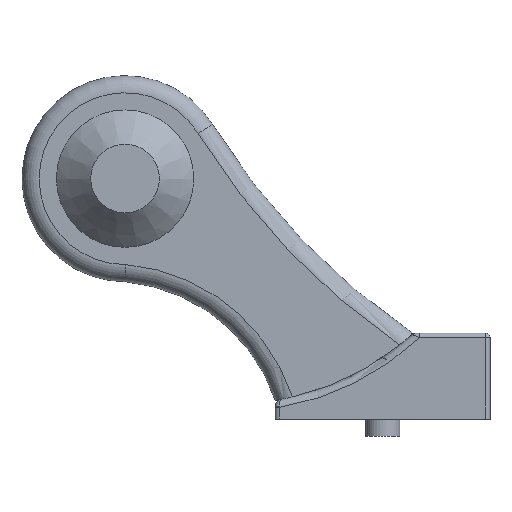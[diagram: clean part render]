
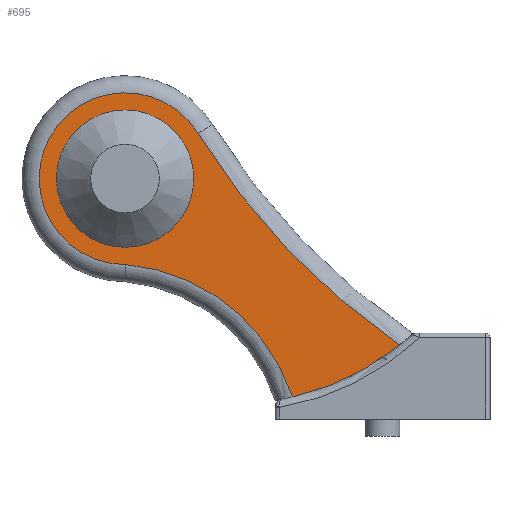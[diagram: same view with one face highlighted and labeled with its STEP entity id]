
A CAD part, top view. The second image highlights one B-rep face of the part: STEP entity #695.
In plain terms, the highlighted planar face has unit normal (0, 0, 1).
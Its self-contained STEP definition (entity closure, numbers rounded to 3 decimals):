
#30=FACE_BOUND('',#178,.T.);
#81=PLANE('',#807);
#128=FACE_OUTER_BOUND('',#177,.T.);
#177=EDGE_LOOP('',(#627,#628,#629,#630));
#178=EDGE_LOOP('',(#631));
#275=CIRCLE('',#791,40.);
#277=CIRCLE('',#794,112.07);
#280=CIRCLE('',#798,413.586);
#281=CIRCLE('',#800,50.);
#283=CIRCLE('',#805,150.066);
#332=VERTEX_POINT('',#1542);
#335=VERTEX_POINT('',#1549);
#336=VERTEX_POINT('',#1562);
#337=VERTEX_POINT('',#1579);
#340=VERTEX_POINT('',#1595);
#422=EDGE_CURVE('',#332,#332,#275,.T.);
#425=EDGE_CURVE('',#335,#336,#277,.T.);
#430=EDGE_CURVE('',#340,#337,#280,.T.);
#431=EDGE_CURVE('',#336,#340,#281,.T.);
#437=EDGE_CURVE('',#335,#337,#283,.T.);
#627=ORIENTED_EDGE('',*,*,#425,.F.);
#628=ORIENTED_EDGE('',*,*,#437,.T.);
#629=ORIENTED_EDGE('',*,*,#430,.F.);
#630=ORIENTED_EDGE('',*,*,#431,.F.);
#631=ORIENTED_EDGE('',*,*,#422,.T.);
#695=ADVANCED_FACE('',(#128,#30),#81,.T.);
#791=AXIS2_PLACEMENT_3D('',#1544,#976,#977);
#794=AXIS2_PLACEMENT_3D('',#1563,#982,#983);
#798=AXIS2_PLACEMENT_3D('',#1597,#990,#991);
#800=AXIS2_PLACEMENT_3D('',#1599,#994,#995);
#805=AXIS2_PLACEMENT_3D('',#1608,#1008,#1009);
#807=AXIS2_PLACEMENT_3D('',#1610,#1012,#1013);
#976=DIRECTION('center_axis',(0.,0.,-1.));
#977=DIRECTION('ref_axis',(1.,0.,0.));
#982=DIRECTION('center_axis',(0.,0.,1.));
#983=DIRECTION('ref_axis',(0.619,0.785,0.));
#990=DIRECTION('center_axis',(0.,0.,1.));
#991=DIRECTION('ref_axis',(-0.722,-0.692,0.));
#994=DIRECTION('center_axis',(0.,0.,-1.));
#995=DIRECTION('ref_axis',(-0.874,0.487,0.));
#1008=DIRECTION('center_axis',(0.,0.,1.));
#1009=DIRECTION('ref_axis',(0.152,-0.988,0.));
#1012=DIRECTION('center_axis',(0.,0.,1.));
#1013=DIRECTION('ref_axis',(1.,0.,0.));
#1542=CARTESIAN_POINT('',(-190.,140.,15.));
#1544=CARTESIAN_POINT('Origin',(-150.,140.,15.));
#1549=CARTESIAN_POINT('',(-52.585,12.867,15.));
#1562=CARTESIAN_POINT('',(-149.579,90.002,15.));
#1563=CARTESIAN_POINT('Origin',(-159.206,-21.654,15.));
#1579=CARTESIAN_POINT('',(9.741,43.191,15.));
#1595=CARTESIAN_POINT('',(-107.476,166.301,15.));
#1597=CARTESIAN_POINT('Origin',(244.269,383.852,15.));
#1599=CARTESIAN_POINT('Origin',(-150.,140.,15.));
#1608=CARTESIAN_POINT('Origin',(-85.301,159.323,15.));
#1610=CARTESIAN_POINT('Origin',(-96.25,105.5,15.));
